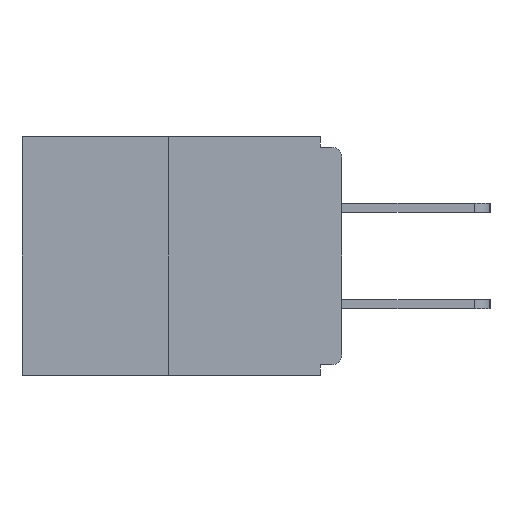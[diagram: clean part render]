
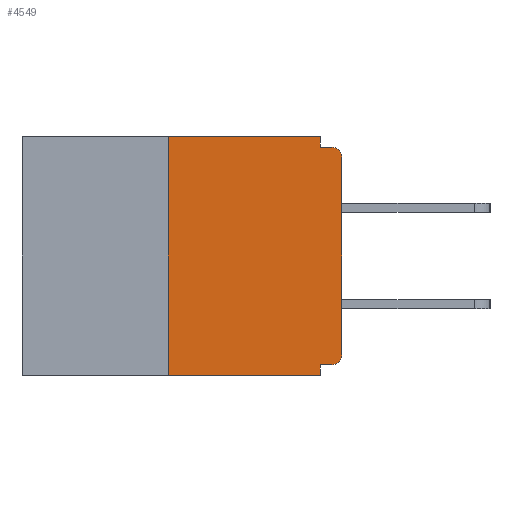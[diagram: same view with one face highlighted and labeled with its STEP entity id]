
A CAD part, left-side view. The second image highlights one B-rep face of the part: STEP entity #4549.
In plain terms, the highlighted planar face has unit normal (-1, 0, 0).
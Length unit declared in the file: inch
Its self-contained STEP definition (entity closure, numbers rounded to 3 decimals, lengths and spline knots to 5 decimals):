
#9 = VECTOR ( 'NONE', #17527, 39.37008 ) ;
#515 = LINE ( 'NONE', #9834, #9 ) ;
#646 = VERTEX_POINT ( 'NONE', #18207 ) ;
#1087 = CARTESIAN_POINT ( 'NONE',  ( 0., 0.46, 0. ) ) ;
#1473 = ORIENTED_EDGE ( 'NONE', *, *, #12844, .T. ) ;
#1524 = EDGE_CURVE ( 'NONE', #9998, #10896, #13200, .T. ) ;
#1691 = VERTEX_POINT ( 'NONE', #4714 ) ;
#1885 = DIRECTION ( 'NONE',  ( 0., 0., -1. ) ) ;
#2153 = AXIS2_PLACEMENT_3D ( 'NONE', #16089, #17705, #6652 ) ;
#2243 = CARTESIAN_POINT ( 'NONE',  ( 0., 0.25, 0. ) ) ;
#2625 = VERTEX_POINT ( 'NONE', #13720 ) ;
#3222 = CIRCLE ( 'NONE', #2153, 0.015 ) ;
#3545 = LINE ( 'NONE', #16960, #19745 ) ;
#4001 = CARTESIAN_POINT ( 'NONE',  ( 0., 0.031, -0.343 ) ) ;
#4444 = ORIENTED_EDGE ( 'NONE', *, *, #9600, .F. ) ;
#4503 = DIRECTION ( 'NONE',  ( 1., 0., 0. ) ) ;
#4549 = ADVANCED_FACE ( 'NONE', ( #6015 ), #15328, .F. ) ;
#4714 = CARTESIAN_POINT ( 'NONE',  ( 0., 0., -0.313 ) ) ;
#5898 = VECTOR ( 'NONE', #11315, 39.37008 ) ;
#6015 = FACE_OUTER_BOUND ( 'NONE', #16834, .T. ) ;
#6151 = CARTESIAN_POINT ( 'NONE',  ( 0., 0.25, -0.343 ) ) ;
#6652 = DIRECTION ( 'NONE',  ( 0., 0., -1. ) ) ;
#6858 = EDGE_CURVE ( 'NONE', #10471, #7855, #11185, .T. ) ;
#6966 = CARTESIAN_POINT ( 'NONE',  ( 0., 0.46, 0. ) ) ;
#7120 = CARTESIAN_POINT ( 'NONE',  ( 0., 0.031, -0.015 ) ) ;
#7137 = CARTESIAN_POINT ( 'NONE',  ( 0., 0.015, -0.015 ) ) ;
#7409 = LINE ( 'NONE', #7447, #12568 ) ;
#7447 = CARTESIAN_POINT ( 'NONE',  ( 0., 0.031, -0.343 ) ) ;
#7823 = ORIENTED_EDGE ( 'NONE', *, *, #18552, .T. ) ;
#7855 = VERTEX_POINT ( 'NONE', #2243 ) ;
#8206 = ORIENTED_EDGE ( 'NONE', *, *, #15294, .F. ) ;
#8260 = VECTOR ( 'NONE', #19595, 39.37008 ) ;
#8330 = CARTESIAN_POINT ( 'NONE',  ( 0., 0.25, 0. ) ) ;
#8367 = EDGE_CURVE ( 'NONE', #10471, #11638, #13310, .T. ) ;
#8718 = LINE ( 'NONE', #6966, #8260 ) ;
#8791 = DIRECTION ( 'NONE',  ( 0., 0., 1. ) ) ;
#8997 = CARTESIAN_POINT ( 'NONE',  ( 0., 0., -0.03 ) ) ;
#9178 = VECTOR ( 'NONE', #17283, 39.37008 ) ;
#9394 = CARTESIAN_POINT ( 'NONE',  ( 0., 0.031, -0.328 ) ) ;
#9600 = EDGE_CURVE ( 'NONE', #646, #9998, #3545, .T. ) ;
#9834 = CARTESIAN_POINT ( 'NONE',  ( 0., 0., -0.328 ) ) ;
#9900 = LINE ( 'NONE', #19065, #14505 ) ;
#9998 = VERTEX_POINT ( 'NONE', #7120 ) ;
#10471 = VERTEX_POINT ( 'NONE', #6151 ) ;
#10714 = EDGE_CURVE ( 'NONE', #2625, #17309, #515, .T. ) ;
#10896 = VERTEX_POINT ( 'NONE', #7137 ) ;
#11185 = LINE ( 'NONE', #8330, #20300 ) ;
#11315 = DIRECTION ( 'NONE',  ( 0., -1., 0. ) ) ;
#11638 = VERTEX_POINT ( 'NONE', #4001 ) ;
#11730 = ORIENTED_EDGE ( 'NONE', *, *, #6858, .F. ) ;
#12504 = DIRECTION ( 'NONE',  ( 0., 0., 1. ) ) ;
#12568 = VECTOR ( 'NONE', #16778, 39.37008 ) ;
#12844 = EDGE_CURVE ( 'NONE', #1691, #16449, #9900, .T. ) ;
#13029 = ORIENTED_EDGE ( 'NONE', *, *, #14999, .T. ) ;
#13200 = LINE ( 'NONE', #16281, #5898 ) ;
#13201 = ORIENTED_EDGE ( 'NONE', *, *, #19732, .F. ) ;
#13310 = LINE ( 'NONE', #20101, #9178 ) ;
#13720 = CARTESIAN_POINT ( 'NONE',  ( 0., 0.015, -0.328 ) ) ;
#14505 = VECTOR ( 'NONE', #12504, 39.37008 ) ;
#14999 = EDGE_CURVE ( 'NONE', #16449, #10896, #19815, .T. ) ;
#15259 = DIRECTION ( 'NONE',  ( 0., 0., -1. ) ) ;
#15294 = EDGE_CURVE ( 'NONE', #7855, #646, #8718, .T. ) ;
#15328 = PLANE ( 'NONE',  #19686 ) ;
#16089 = CARTESIAN_POINT ( 'NONE',  ( 0., 0.015, -0.313 ) ) ;
#16281 = CARTESIAN_POINT ( 'NONE',  ( 0., 0., -0.015 ) ) ;
#16418 = AXIS2_PLACEMENT_3D ( 'NONE', #18917, #17607, #1885 ) ;
#16449 = VERTEX_POINT ( 'NONE', #8997 ) ;
#16503 = ORIENTED_EDGE ( 'NONE', *, *, #1524, .F. ) ;
#16778 = DIRECTION ( 'NONE',  ( 0., 0., -1. ) ) ;
#16834 = EDGE_LOOP ( 'NONE', ( #8206, #11730, #17405, #13201, #19594, #7823, #1473, #13029, #16503, #4444 ) ) ;
#16960 = CARTESIAN_POINT ( 'NONE',  ( 0., 0.031, 0. ) ) ;
#17037 = DIRECTION ( 'NONE',  ( 0., 0., -1. ) ) ;
#17283 = DIRECTION ( 'NONE',  ( 0., -1., 0. ) ) ;
#17309 = VERTEX_POINT ( 'NONE', #9394 ) ;
#17405 = ORIENTED_EDGE ( 'NONE', *, *, #8367, .T. ) ;
#17527 = DIRECTION ( 'NONE',  ( 0., 1., 0. ) ) ;
#17607 = DIRECTION ( 'NONE',  ( -1., 0., 0. ) ) ;
#17705 = DIRECTION ( 'NONE',  ( -1., 0., 0. ) ) ;
#18207 = CARTESIAN_POINT ( 'NONE',  ( 0., 0.031, 0. ) ) ;
#18552 = EDGE_CURVE ( 'NONE', #2625, #1691, #3222, .T. ) ;
#18917 = CARTESIAN_POINT ( 'NONE',  ( 0., 0.015, -0.03 ) ) ;
#19065 = CARTESIAN_POINT ( 'NONE',  ( 0., 0., 0. ) ) ;
#19594 = ORIENTED_EDGE ( 'NONE', *, *, #10714, .F. ) ;
#19595 = DIRECTION ( 'NONE',  ( 0., -1., 0. ) ) ;
#19686 = AXIS2_PLACEMENT_3D ( 'NONE', #1087, #4503, #15259 ) ;
#19732 = EDGE_CURVE ( 'NONE', #17309, #11638, #7409, .T. ) ;
#19745 = VECTOR ( 'NONE', #17037, 39.37008 ) ;
#19815 = CIRCLE ( 'NONE', #16418, 0.015 ) ;
#20101 = CARTESIAN_POINT ( 'NONE',  ( 0., 0.46, -0.343 ) ) ;
#20300 = VECTOR ( 'NONE', #8791, 39.37008 ) ;
